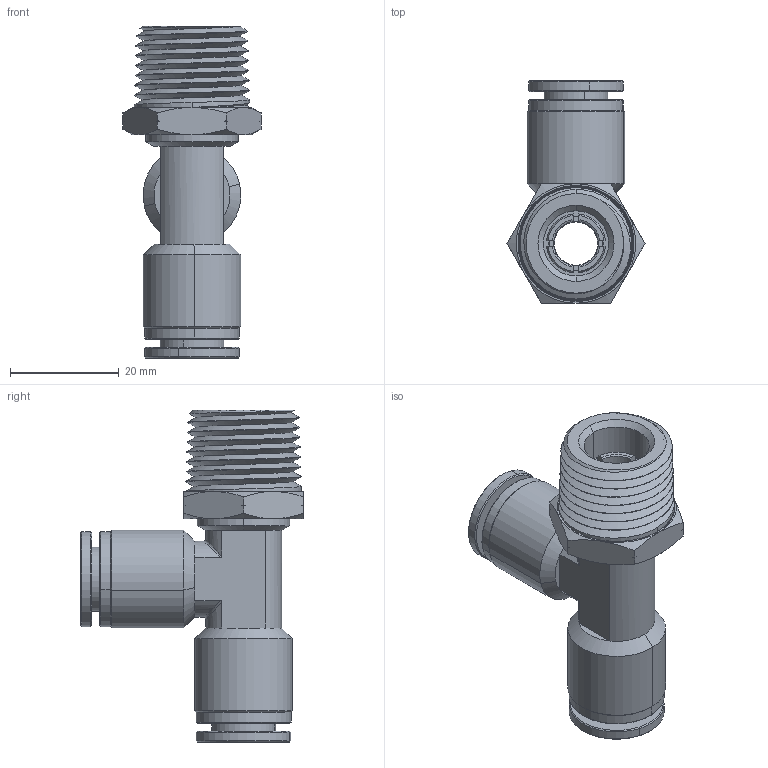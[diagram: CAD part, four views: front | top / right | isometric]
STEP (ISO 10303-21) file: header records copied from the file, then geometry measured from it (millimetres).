
FILE_DESCRIPTION (( 'STEP AP214' ), '1' );
FILE_NAME ('RTS3-8N1-2W.STEP', '2018-07-26T16:50:42', ( '' ), ( '' ), 'SwSTEP 2.0', 'SolidWorks 2016', '' );
FILE_SCHEMA (( 'AUTOMOTIVE_DESIGN' ));
Length unit declared in the file: millimetre
Products named in the file (1): RTS3-8N1-2W
Bounding box: 25.4 x 40.97 x 61.09 mm (x, y, z)
Volume: 12807.7 mm3; surface area: 16557.7 mm2
Topology: 12 solids, 12 shells, 907 faces, 2487 edges, 1620 vertices
Faces by surface type: plane 324, cone 311, cylinder 154, bspline 114, torus 4
Entity records: 45254 total; most frequent: CARTESIAN_POINT 13782, ORIENTED_EDGE 4974, DIRECTION 3873, EDGE_CURVE 2487, VERTEX_POINT 1620, AXIS2_PLACEMENT_3D 1571, EDGE_LOOP 949, B_SPLINE_CURVE_WITH_KNOTS 946
